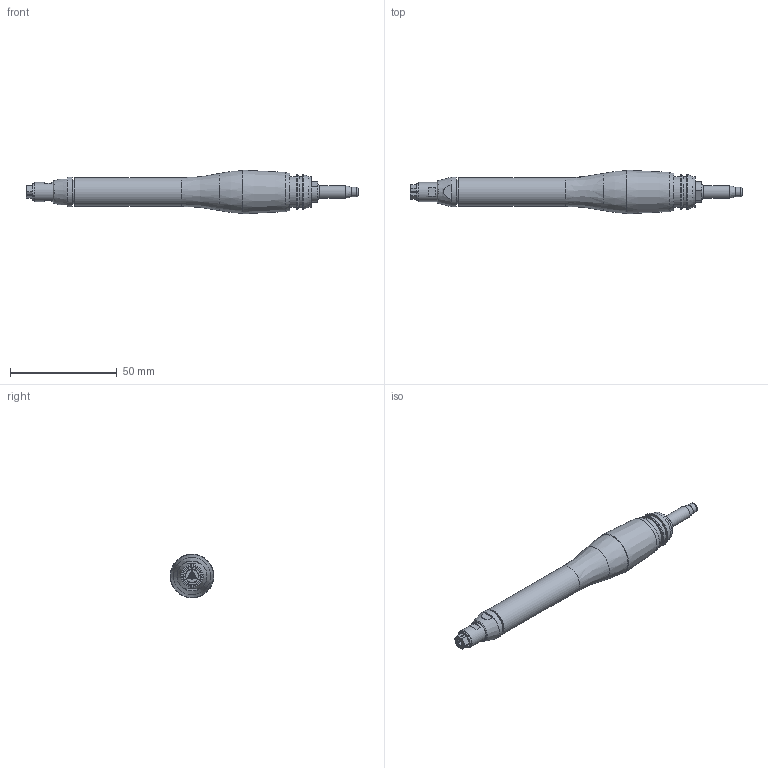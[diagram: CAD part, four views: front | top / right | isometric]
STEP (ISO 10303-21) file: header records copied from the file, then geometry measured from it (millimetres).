
FILE_DESCRIPTION((''),'2;1');
FILE_NAME('G 813 D_60019745.stp','2010-09-27T17:16:13',('basyouni'),(''),'Autodesk Inventor 2008','Autodesk Inventor 2008','');
FILE_SCHEMA(('AUTOMOTIVE_DESIGN { 1 0 10303 214 1 1 1 1 }'));
Length unit declared in the file: millimetre
Products named in the file (1): G 813 D_60019745
Bounding box: 155.81 x 20.48 x 20.48 mm (x, y, z)
Volume: 23656.4 mm3; surface area: 9047.5 mm2
Topology: 1 solids, 2 shells, 138 faces, 323 edges, 201 vertices
Faces by surface type: plane 64, cone 27, cylinder 25, bspline 19, torus 3
Full cylindrical faces by diameter (mm): 3 x2, 3.1 x1, 4.5 x1, 5 x1, 6 x1, 7.091 x1, 9 x1, 9.2 x1, 11 x1, 13.5 x1, 14 x1, 14.5 x3, 16.5 x2
Entity records: 3987 total; most frequent: CARTESIAN_POINT 1039, DIRECTION 575, ORIENTED_EDGE 502, AXIS2_PLACEMENT_3D 251, EDGE_CURVE 251, EDGE_LOOP 207, VERTEX_POINT 178, FACE_OUTER_BOUND 138
